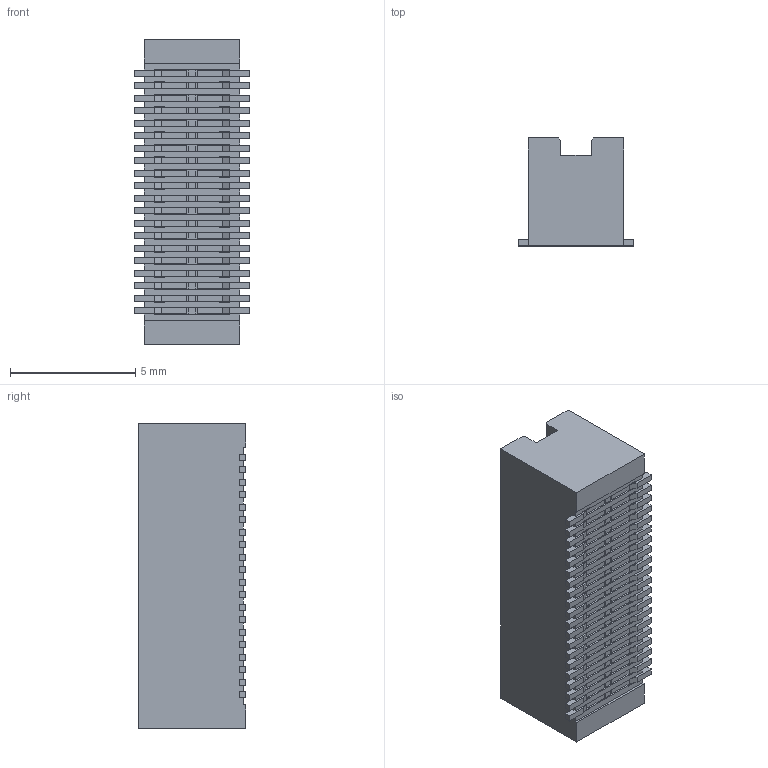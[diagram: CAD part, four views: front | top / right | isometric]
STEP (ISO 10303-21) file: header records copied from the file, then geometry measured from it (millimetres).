
FILE_DESCRIPTION(('OneSpaceDesigner STEP Export'),'2;1');
FILE_NAME('DF12E(5.0)-40DP-0.5V.stp','2007-03-20T15:13:57',(''),(''),'OneSpace Designer STEP processor (Jan. 2003) for AP214(CD)(Solid Model)','OneSpace Designer 12.00 10-Sep-2003 (C) CoCreate Software GmbH','');
FILE_SCHEMA(('AUTOMOTIVE_DESIGN_CC2 {1 2 10303 214 -1 1 5 1}'));
Length unit declared in the file: millimetre
Products named in the file (2): DF12E.5.0-40DP-0.5V
Assembly tree (1 placements, depth 2):
  DF12E.5.0-40DP-0.5V
    DF12E.5.0-40DP-0.5V
Bounding box: 4.6 x 4.3 x 12.2 mm (x, y, z)
Volume: 140.2 mm3; surface area: 820 mm2
Topology: 1 solids, 1 shells, 1328 faces, 4608 edges, 3044 vertices
Faces by surface type: plane 1328
Entity records: 47881 total; most frequent: ORIENTED_EDGE 9216, CARTESIAN_POINT 8680, DIRECTION 6870, EDGE_CURVE 4608, VECTOR 4402, LINE 4402, VERTEX_POINT 3044, EDGE_LOOP 1410
